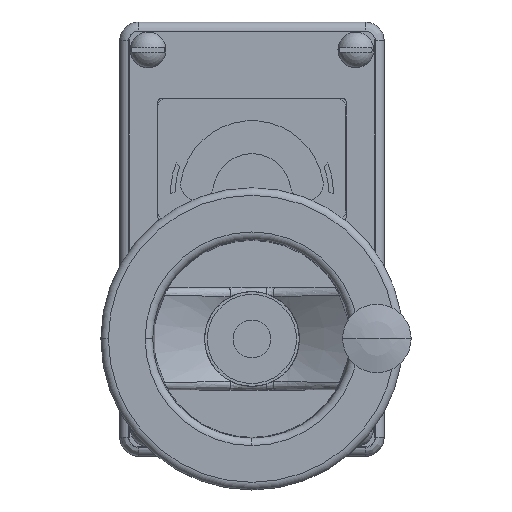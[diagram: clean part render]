
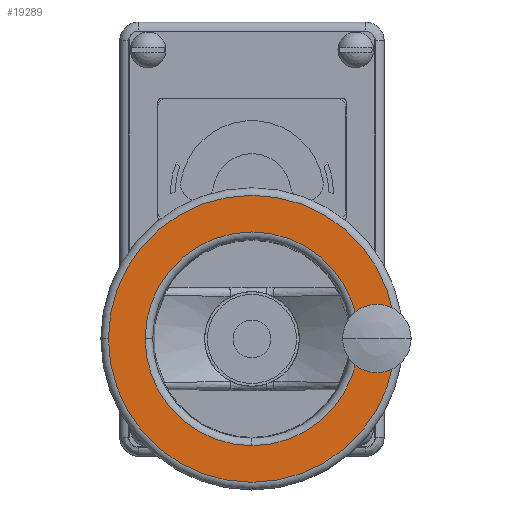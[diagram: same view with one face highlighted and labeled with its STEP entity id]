
A CAD part, top view. The second image highlights one B-rep face of the part: STEP entity #19289.
In plain terms, the highlighted planar face has unit normal (0, 0, 1).
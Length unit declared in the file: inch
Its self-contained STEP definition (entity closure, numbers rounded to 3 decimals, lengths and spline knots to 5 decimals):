
#17069=CARTESIAN_POINT('',(0.,0.,1.91237));
#17070=DIRECTION('',(0.,0.,-1.));
#17071=DIRECTION('',(-1.,0.,0.));
#17072=AXIS2_PLACEMENT_3D('',#17069,#17070,#17071);
#17074=CARTESIAN_POINT('',(0.,0.,1.91237));
#17075=DIRECTION('',(0.,0.,-1.));
#17076=DIRECTION('',(1.,0.,0.));
#17077=AXIS2_PLACEMENT_3D('',#17074,#17075,#17076);
#17079=CARTESIAN_POINT('',(0.,0.,1.91237));
#17080=DIRECTION('',(0.,0.,1.));
#17081=DIRECTION('',(-1.,0.,0.));
#17082=AXIS2_PLACEMENT_3D('',#17079,#17080,#17081);
#17084=CARTESIAN_POINT('',(1.654,0.,1.91237));
#17085=DIRECTION('',(0.,0.,-1.));
#17086=DIRECTION('',(1.,0.,0.));
#17087=AXIS2_PLACEMENT_3D('',#17084,#17085,#17086);
#17089=CARTESIAN_POINT('',(1.654,0.,1.91237));
#17090=DIRECTION('',(0.,0.,-1.));
#17091=DIRECTION('',(-1.,0.,0.));
#17092=AXIS2_PLACEMENT_3D('',#17089,#17090,#17091);
#17186=CARTESIAN_POINT('',(0.,0.,1.91237));
#17187=DIRECTION('',(0.,0.,-1.));
#17188=DIRECTION('',(-1.,0.,0.));
#17189=AXIS2_PLACEMENT_3D('',#17186,#17187,#17188);
#18068=CARTESIAN_POINT('',(-1.9,0.,1.91237));
#18069=CARTESIAN_POINT('',(1.9,0.,1.91237));
#18070=VERTEX_POINT('',#18068);
#18071=VERTEX_POINT('',#18069);
#18100=CARTESIAN_POINT('',(-1.41448,0.,1.91237));
#18101=CARTESIAN_POINT('',(0.,-1.41448,
1.91237));
#18102=VERTEX_POINT('',#18100);
#18103=VERTEX_POINT('',#18101);
#18121=CARTESIAN_POINT('',(1.8115,0.,1.91237));
#18122=CARTESIAN_POINT('',(1.4965,0.,1.91237));
#18123=VERTEX_POINT('',#18121);
#18124=VERTEX_POINT('',#18122);
#19269=CARTESIAN_POINT('',(0.,0.,1.91237));
#19270=DIRECTION('',(0.,0.,1.));
#19271=DIRECTION('',(1.,0.,0.));
#19272=AXIS2_PLACEMENT_3D('',#19269,#19270,#19271);
#19273=PLANE('',#19272);
#19274=ORIENTED_EDGE('',*,*,#19221,.T.);
#19275=ORIENTED_EDGE('',*,*,#19236,.T.);
#19276=EDGE_LOOP('',(#19274,#19275));
#19277=FACE_OUTER_BOUND('',#19276,.F.);
#19279=ORIENTED_EDGE('',*,*,#19278,.T.);
#19281=ORIENTED_EDGE('',*,*,#19280,.F.);
#19282=EDGE_LOOP('',(#19279,#19281));
#19283=FACE_BOUND('',#19282,.F.);
#19284=ORIENTED_EDGE('',*,*,#19125,.F.);
#19286=ORIENTED_EDGE('',*,*,#19285,.F.);
#19287=EDGE_LOOP('',(#19284,#19286));
#19288=FACE_BOUND('',#19287,.F.);
#17073=CIRCLE('',#17072,1.9);
#17078=CIRCLE('',#17077,1.9);
#17083=CIRCLE('',#17082,1.41448);
#17088=CIRCLE('',#17087,0.1575);
#17093=CIRCLE('',#17092,0.1575);
#17190=CIRCLE('',#17189,1.41448);
#19125=EDGE_CURVE('',#18123,#18124,#17088,.T.);
#19221=EDGE_CURVE('',#18070,#18071,#17073,.T.);
#19236=EDGE_CURVE('',#18071,#18070,#17078,.T.);
#19278=EDGE_CURVE('',#18102,#18103,#17083,.T.);
#19280=EDGE_CURVE('',#18102,#18103,#17190,.T.);
#19285=EDGE_CURVE('',#18124,#18123,#17093,.T.);
#19289=ADVANCED_FACE('',(#19277,#19283,#19288),#19273,.T.);
